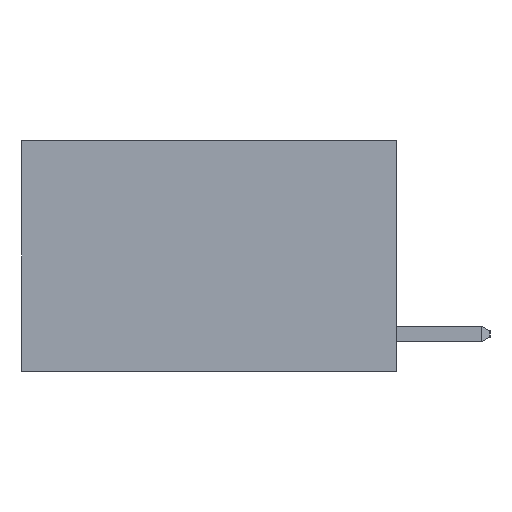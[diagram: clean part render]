
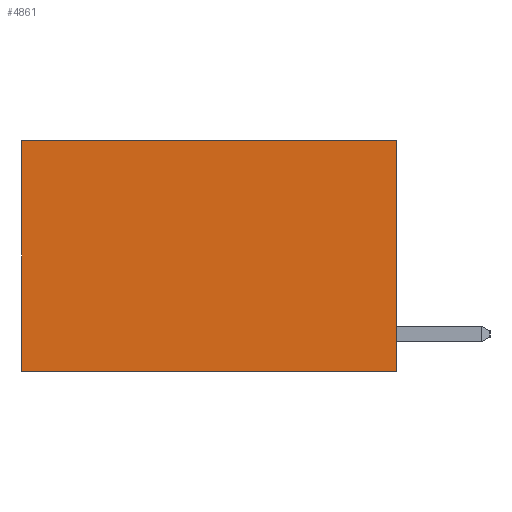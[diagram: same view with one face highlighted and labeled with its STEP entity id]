
A CAD part, left-side view. The second image highlights one B-rep face of the part: STEP entity #4861.
In plain terms, the highlighted planar face has unit normal (-1, 0, 0).
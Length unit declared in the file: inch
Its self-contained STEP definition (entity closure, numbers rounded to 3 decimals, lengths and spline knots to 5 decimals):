
#250 = LINE ( 'NONE', #5400, #3506 ) ;
#766 = DIRECTION ( 'NONE',  ( 0., 0., -1. ) ) ;
#1062 = DIRECTION ( 'NONE',  ( 0., 1., 0. ) ) ;
#1403 = CARTESIAN_POINT ( 'NONE',  ( 0.2625, 0., 0. ) ) ;
#1751 = VERTEX_POINT ( 'NONE', #6090 ) ;
#1920 = FACE_OUTER_BOUND ( 'NONE', #5460, .T. ) ;
#2280 = AXIS2_PLACEMENT_3D ( 'NONE', #1403, #4595, #766 ) ;
#2744 = CARTESIAN_POINT ( 'NONE',  ( 0.2625, 0.6, 0. ) ) ;
#3370 = ORIENTED_EDGE ( 'NONE', *, *, #5084, .F. ) ;
#3506 = VECTOR ( 'NONE', #4785, 39.37008 ) ;
#3897 = EDGE_CURVE ( 'NONE', #6459, #4920, #5927, .T. ) ;
#3903 = CARTESIAN_POINT ( 'NONE',  ( 0.2625, 0.6, 0. ) ) ;
#4308 = LINE ( 'NONE', #3903, #7470 ) ;
#4430 = VECTOR ( 'NONE', #6611, 39.37008 ) ;
#4565 = DIRECTION ( 'NONE',  ( 0., 0., -1. ) ) ;
#4595 = DIRECTION ( 'NONE',  ( 1., 0., 0. ) ) ;
#4785 = DIRECTION ( 'NONE',  ( 0., 0., -1. ) ) ;
#4861 = ADVANCED_FACE ( 'NONE', ( #1920 ), #5866, .F. ) ;
#4885 = CARTESIAN_POINT ( 'NONE',  ( 0.2625, 0., -0.37 ) ) ;
#4920 = VERTEX_POINT ( 'NONE', #2744 ) ;
#5084 = EDGE_CURVE ( 'NONE', #6459, #1751, #250, .T. ) ;
#5312 = ORIENTED_EDGE ( 'NONE', *, *, #6705, .F. ) ;
#5400 = CARTESIAN_POINT ( 'NONE',  ( 0.2625, 0., 0. ) ) ;
#5460 = EDGE_LOOP ( 'NONE', ( #6415, #5312, #3370, #8031 ) ) ;
#5540 = EDGE_CURVE ( 'NONE', #4920, #6899, #4308, .T. ) ;
#5587 = LINE ( 'NONE', #4885, #7060 ) ;
#5866 = PLANE ( 'NONE',  #2280 ) ;
#5927 = LINE ( 'NONE', #6018, #4430 ) ;
#6018 = CARTESIAN_POINT ( 'NONE',  ( 0.2625, 0., 0. ) ) ;
#6090 = CARTESIAN_POINT ( 'NONE',  ( 0.2625, 0., -0.37 ) ) ;
#6415 = ORIENTED_EDGE ( 'NONE', *, *, #5540, .T. ) ;
#6459 = VERTEX_POINT ( 'NONE', #6617 ) ;
#6611 = DIRECTION ( 'NONE',  ( 0., 1., 0. ) ) ;
#6617 = CARTESIAN_POINT ( 'NONE',  ( 0.2625, 0., 0. ) ) ;
#6705 = EDGE_CURVE ( 'NONE', #1751, #6899, #5587, .T. ) ;
#6899 = VERTEX_POINT ( 'NONE', #7566 ) ;
#7060 = VECTOR ( 'NONE', #1062, 39.37008 ) ;
#7470 = VECTOR ( 'NONE', #4565, 39.37008 ) ;
#7566 = CARTESIAN_POINT ( 'NONE',  ( 0.2625, 0.6, -0.37 ) ) ;
#8031 = ORIENTED_EDGE ( 'NONE', *, *, #3897, .T. ) ;
